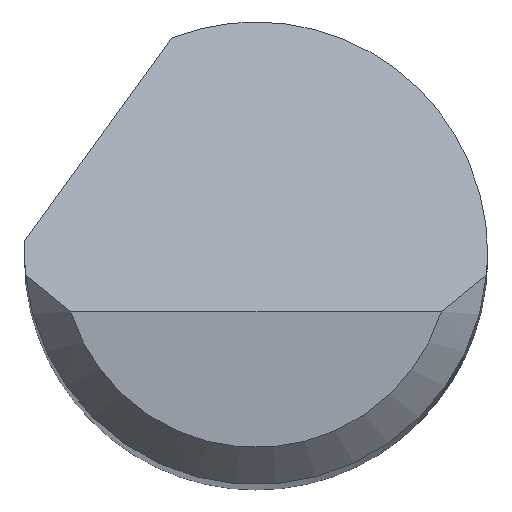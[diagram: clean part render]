
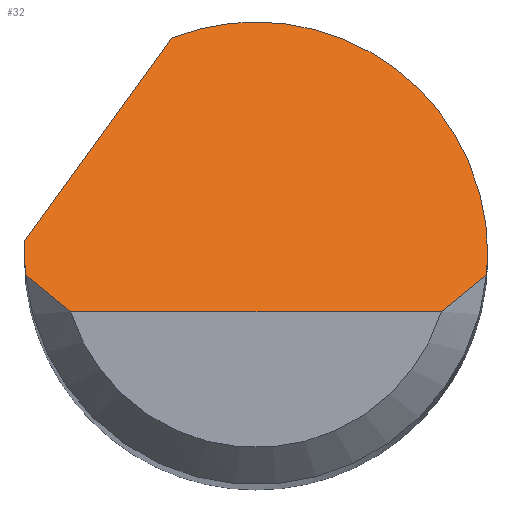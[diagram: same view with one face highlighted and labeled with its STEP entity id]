
A CAD part, top view. The second image highlights one B-rep face of the part: STEP entity #32.
In plain terms, the highlighted planar face has unit normal (0, 0.707, 0.707).
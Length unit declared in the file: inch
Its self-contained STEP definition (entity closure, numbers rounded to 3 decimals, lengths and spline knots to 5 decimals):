
#2 = EDGE_CURVE ( 'NONE', #23, #343, #347, .T. ) ;
#5 = CARTESIAN_POINT ( 'NONE',  ( -0.08157, -0.019, 1.99525 ) ) ;
#12 =( BOUNDED_CURVE ( )  B_SPLINE_CURVE ( 3, ( #402, #772, #581, #172 ),
 .UNSPECIFIED., .F., .T. ) 
 B_SPLINE_CURVE_WITH_KNOTS ( ( 4, 4 ),
 ( 4.71239, 4.76575 ),
 .UNSPECIFIED. ) 
 CURVE ( )  GEOMETRIC_REPRESENTATION_ITEM ( )  RATIONAL_B_SPLINE_CURVE ( ( 1., 1., 1., 1. ) ) 
 REPRESENTATION_ITEM ( '' )  );
#17 = CARTESIAN_POINT ( 'NONE',  ( 0.09361, -0.00584, 1.98209 ) ) ;
#21 = CARTESIAN_POINT ( 'NONE',  ( 0.08157, -0.019, 1.99525 ) ) ;
#23 = VERTEX_POINT ( 'NONE', #334 ) ;
#27 = FACE_OUTER_BOUND ( 'NONE', #248, .T. ) ;
#31 = CARTESIAN_POINT ( 'NONE',  ( 0., -0.02375, 2. ) ) ;
#32 = ADVANCED_FACE ( 'NONE', ( #27 ), #350, .F. ) ;
#38 = VERTEX_POINT ( 'NONE', #416 ) ;
#76 = CARTESIAN_POINT ( 'NONE',  ( -0.08761, -0.01397, 1.99022 ) ) ;
#93 = CARTESIAN_POINT ( 'NONE',  ( -0.03394, 0.08739, 1.88886 ) ) ;
#94 = DIRECTION ( 'NONE',  ( 0., 0.707, -0.707 ) ) ;
#129 = CARTESIAN_POINT ( 'NONE',  ( 0.09334, -0.00875, 1.985 ) ) ;
#130 = CARTESIAN_POINT ( 'NONE',  ( 0.09334, -0.00875, 1.985 ) ) ;
#132 = EDGE_CURVE ( 'NONE', #597, #38, #342, .T. ) ;
#135 = EDGE_CURVE ( 'NONE', #38, #351, #12, .T. ) ;
#136 = CARTESIAN_POINT ( 'NONE',  ( 0.09375, 0., 1.97625 ) ) ;
#162 = CARTESIAN_POINT ( 'NONE',  ( 0.03379, 0.11369, 1.86256 ) ) ;
#172 = CARTESIAN_POINT ( 'NONE',  ( -0.09362, 0.005, 1.97125 ) ) ;
#177 =( BOUNDED_CURVE ( )  B_SPLINE_CURVE ( 3, ( #93, #162, #764, #472 ),
 .UNSPECIFIED., .F., .T. ) 
 B_SPLINE_CURVE_WITH_KNOTS ( ( 4, 4 ),
 ( 5.91277, 7.85398 ),
 .UNSPECIFIED. ) 
 CURVE ( )  GEOMETRIC_REPRESENTATION_ITEM ( )  RATIONAL_B_SPLINE_CURVE ( ( 1., 0.71, 0.71, 1. ) ) 
 REPRESENTATION_ITEM ( '' )  );
#188 = CARTESIAN_POINT ( 'NONE',  ( -0.07508, -0.02375, 2. ) ) ;
#189 = CARTESIAN_POINT ( 'NONE',  ( 0.07508, -0.02375, 2. ) ) ;
#192 = CARTESIAN_POINT ( 'NONE',  ( 0.07508, -0.02375, 2. ) ) ;
#226 = CARTESIAN_POINT ( 'NONE',  ( -0.09375, -0.00292, 1.97917 ) ) ;
#235 = CARTESIAN_POINT ( 'NONE',  ( -0.09334, -0.00875, 1.985 ) ) ;
#236 = VERTEX_POINT ( 'NONE', #189 ) ;
#246 = CARTESIAN_POINT ( 'NONE',  ( -0.09334, -0.00875, 1.985 ) ) ;
#248 = EDGE_LOOP ( 'NONE', ( #646, #695, #762, #691, #723, #667, #449, #572 ) ) ;
#257 = CARTESIAN_POINT ( 'NONE',  ( -0.09334, -0.00875, 1.985 ) ) ;
#265 = CARTESIAN_POINT ( 'NONE',  ( 0.09334, -0.00875, 1.985 ) ) ;
#272 = CARTESIAN_POINT ( 'NONE',  ( -0.09362, 0.005, 1.97125 ) ) ;
#283 = LINE ( 'NONE', #407, #625 ) ;
#298 = DIRECTION ( 'NONE',  ( 0., -0.707, -0.707 ) ) ;
#307 = VECTOR ( 'NONE', #702, 39.37008 ) ;
#324 = CARTESIAN_POINT ( 'NONE',  ( 0.09375, -0.00292, 1.97917 ) ) ;
#334 = CARTESIAN_POINT ( 'NONE',  ( 0.09375, 0., 1.97625 ) ) ;
#342 =( BOUNDED_CURVE ( )  B_SPLINE_CURVE ( 3, ( #235, #710, #226, #524 ),
 .UNSPECIFIED., .F., .T. ) 
 B_SPLINE_CURVE_WITH_KNOTS ( ( 4, 4 ),
 ( 4.61892, 4.71239 ),
 .UNSPECIFIED. ) 
 CURVE ( )  GEOMETRIC_REPRESENTATION_ITEM ( )  RATIONAL_B_SPLINE_CURVE ( ( 1., 0.999, 0.999, 1. ) ) 
 REPRESENTATION_ITEM ( '' )  );
#343 = VERTEX_POINT ( 'NONE', #130 ) ;
#347 =( BOUNDED_CURVE ( )  B_SPLINE_CURVE ( 3, ( #136, #324, #17, #265 ),
 .UNSPECIFIED., .F., .T. ) 
 B_SPLINE_CURVE_WITH_KNOTS ( ( 4, 4 ),
 ( 1.5708, 1.66427 ),
 .UNSPECIFIED. ) 
 CURVE ( )  GEOMETRIC_REPRESENTATION_ITEM ( )  RATIONAL_B_SPLINE_CURVE ( ( 1., 0.999, 0.999, 1. ) ) 
 REPRESENTATION_ITEM ( '' )  );
#350 = PLANE ( 'NONE',  #778 ) ;
#351 = VERTEX_POINT ( 'NONE', #272 ) ;
#374 = EDGE_CURVE ( 'NONE', #429, #236, #771, .T. ) ;
#394 = CARTESIAN_POINT ( 'NONE',  ( 0.08761, -0.01397, 1.99022 ) ) ;
#398 = CARTESIAN_POINT ( 'NONE',  ( -0.07508, -0.02375, 2. ) ) ;
#402 = CARTESIAN_POINT ( 'NONE',  ( -0.09375, 0., 1.97625 ) ) ;
#407 = CARTESIAN_POINT ( 'NONE',  ( -0.11014, -0.01781, 1.99406 ) ) ;
#416 = CARTESIAN_POINT ( 'NONE',  ( -0.09375, 0., 1.97625 ) ) ;
#429 = VERTEX_POINT ( 'NONE', #398 ) ;
#446 = EDGE_CURVE ( 'NONE', #351, #708, #283, .T. ) ;
#449 = ORIENTED_EDGE ( 'NONE', *, *, #132, .F. ) ;
#472 = CARTESIAN_POINT ( 'NONE',  ( 0.09375, 0., 1.97625 ) ) ;
#486 = EDGE_CURVE ( 'NONE', #708, #23, #177, .T. ) ;
#493 = B_SPLINE_CURVE_WITH_KNOTS ( 'NONE', 3,
 ( #192, #21, #394, #129 ),
 .UNSPECIFIED., .F., .F.,
 ( 4, 4 ),
 ( 0., 0.00071 ),
 .UNSPECIFIED. ) ;
#524 = CARTESIAN_POINT ( 'NONE',  ( -0.09375, 0., 1.97625 ) ) ;
#570 = CARTESIAN_POINT ( 'NONE',  ( -0.03394, 0.08739, 1.88886 ) ) ;
#572 = ORIENTED_EDGE ( 'NONE', *, *, #730, .T. ) ;
#581 = CARTESIAN_POINT ( 'NONE',  ( -0.09371, 0.00333, 1.97292 ) ) ;
#597 = VERTEX_POINT ( 'NONE', #246 ) ;
#625 = VECTOR ( 'NONE', #645, 39.37008 ) ;
#645 = DIRECTION ( 'NONE',  ( 0.456, 0.629, -0.629 ) ) ;
#646 = ORIENTED_EDGE ( 'NONE', *, *, #374, .T. ) ;
#654 = CARTESIAN_POINT ( 'NONE',  ( -0.09375, -0.02375, 2. ) ) ;
#667 = ORIENTED_EDGE ( 'NONE', *, *, #135, .F. ) ;
#691 = ORIENTED_EDGE ( 'NONE', *, *, #486, .F. ) ;
#695 = ORIENTED_EDGE ( 'NONE', *, *, #714, .T. ) ;
#702 = DIRECTION ( 'NONE',  ( 1., 0., 0. ) ) ;
#708 = VERTEX_POINT ( 'NONE', #570 ) ;
#710 = CARTESIAN_POINT ( 'NONE',  ( -0.09361, -0.00584, 1.98209 ) ) ;
#713 = B_SPLINE_CURVE_WITH_KNOTS ( 'NONE', 3,
 ( #257, #76, #5, #188 ),
 .UNSPECIFIED., .F., .F.,
 ( 4, 4 ),
 ( 0., 0.00071 ),
 .UNSPECIFIED. ) ;
#714 = EDGE_CURVE ( 'NONE', #236, #343, #493, .T. ) ;
#723 = ORIENTED_EDGE ( 'NONE', *, *, #446, .F. ) ;
#730 = EDGE_CURVE ( 'NONE', #597, #429, #713, .T. ) ;
#762 = ORIENTED_EDGE ( 'NONE', *, *, #2, .F. ) ;
#764 = CARTESIAN_POINT ( 'NONE',  ( 0.09375, 0.07266, 1.90359 ) ) ;
#771 = LINE ( 'NONE', #31, #307 ) ;
#772 = CARTESIAN_POINT ( 'NONE',  ( -0.09375, 0.00167, 1.97458 ) ) ;
#778 = AXIS2_PLACEMENT_3D ( 'NONE', #654, #298, #94 ) ;
